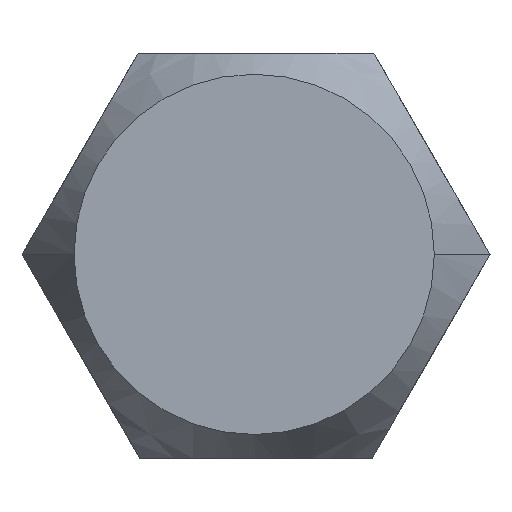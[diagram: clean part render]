
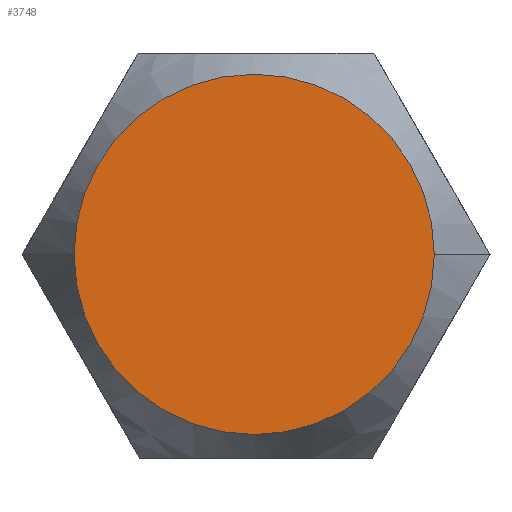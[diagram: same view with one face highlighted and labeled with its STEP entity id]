
A CAD part, front view. The second image highlights one B-rep face of the part: STEP entity #3748.
In plain terms, the highlighted planar face has unit normal (0, -1, 0).
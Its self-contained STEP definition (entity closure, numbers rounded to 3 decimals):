
#197 = DIRECTION ( 'NONE',  ( 0., 1., 0. ) ) ;
#451 = DIRECTION ( 'NONE',  ( 0., -1., 0. ) ) ;
#488 = ORIENTED_EDGE ( 'NONE', *, *, #3122, .F. ) ;
#727 = AXIS2_PLACEMENT_3D ( 'NONE', #841, #197, #2139 ) ;
#841 = CARTESIAN_POINT ( 'NONE',  ( 0., 0., 0. ) ) ;
#1029 = CARTESIAN_POINT ( 'NONE',  ( -2.8, 0., 0. ) ) ;
#1108 = DIRECTION ( 'NONE',  ( -1., 0., 0. ) ) ;
#1110 = FACE_OUTER_BOUND ( 'NONE', #4012, .T. ) ;
#1508 = CIRCLE ( 'NONE', #727, 2.8 ) ;
#1609 = AXIS2_PLACEMENT_3D ( 'NONE', #3703, #451, #2073 ) ;
#1694 = DIRECTION ( 'NONE',  ( 0., 1., 0. ) ) ;
#1776 = PLANE ( 'NONE',  #1609 ) ;
#1793 = VERTEX_POINT ( 'NONE', #1029 ) ;
#2073 = DIRECTION ( 'NONE',  ( 1., 0., 0. ) ) ;
#2139 = DIRECTION ( 'NONE',  ( -1., 0., 0. ) ) ;
#2432 = CIRCLE ( 'NONE', #3466, 2.8 ) ;
#2749 = EDGE_CURVE ( 'NONE', #1793, #3532, #1508, .T. ) ;
#2956 = CARTESIAN_POINT ( 'NONE',  ( 2.8, 0., 0. ) ) ;
#2992 = ORIENTED_EDGE ( 'NONE', *, *, #2749, .F. ) ;
#3122 = EDGE_CURVE ( 'NONE', #3532, #1793, #2432, .T. ) ;
#3466 = AXIS2_PLACEMENT_3D ( 'NONE', #3636, #1694, #1108 ) ;
#3532 = VERTEX_POINT ( 'NONE', #2956 ) ;
#3636 = CARTESIAN_POINT ( 'NONE',  ( 0., 0., 0. ) ) ;
#3703 = CARTESIAN_POINT ( 'NONE',  ( 0.029, 0., 6.3 ) ) ;
#3748 = ADVANCED_FACE ( 'NONE', ( #1110 ), #1776, .T. ) ;
#4012 = EDGE_LOOP ( 'NONE', ( #2992, #488 ) ) ;
